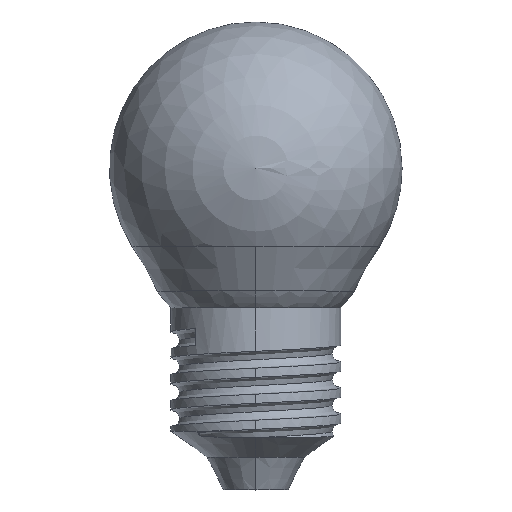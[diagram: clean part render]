
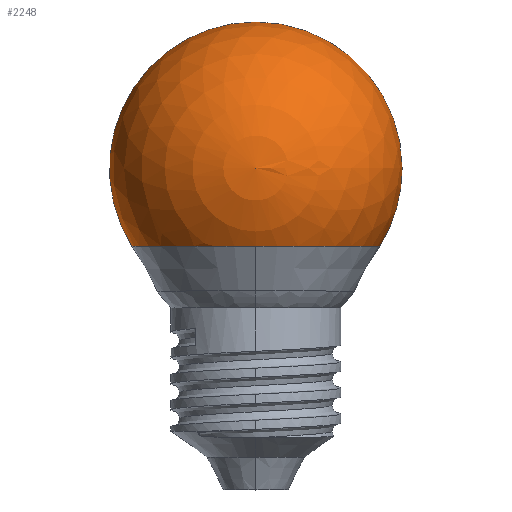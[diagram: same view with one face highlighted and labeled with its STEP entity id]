
A CAD part, top view. The second image highlights one B-rep face of the part: STEP entity #2248.
In plain terms, the highlighted spherical face has radius 22.5 mm.
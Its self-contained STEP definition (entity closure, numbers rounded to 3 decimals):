
#28 = CARTESIAN_POINT ( 'NONE',  ( 0., 37.477, 0. ) ) ;
#61 = CARTESIAN_POINT ( 'NONE',  ( -19.044, 37.477, 0. ) ) ;
#132 = CIRCLE ( 'NONE', #1684, 22.5 ) ;
#213 = CARTESIAN_POINT ( 'NONE',  ( 0., 71.96, 0. ) ) ;
#224 = DIRECTION ( 'NONE',  ( 0., 0., -1. ) ) ;
#232 = DIRECTION ( 'NONE',  ( 0., 0., -1. ) ) ;
#238 = CIRCLE ( 'NONE', #1874, 19.044 ) ;
#437 = CARTESIAN_POINT ( 'NONE',  ( 0., 49.46, 0. ) ) ;
#606 = AXIS2_PLACEMENT_3D ( 'NONE', #1392, #232, #1576 ) ;
#635 = CARTESIAN_POINT ( 'NONE',  ( 19.044, 37.477, 0. ) ) ;
#638 = VERTEX_POINT ( 'NONE', #61 ) ;
#727 = CARTESIAN_POINT ( 'NONE',  ( 0., 49.46, 0. ) ) ;
#765 = VERTEX_POINT ( 'NONE', #798 ) ;
#798 = CARTESIAN_POINT ( 'NONE',  ( 0., 37.477, 19.044 ) ) ;
#912 = DIRECTION ( 'NONE',  ( 1., 0., 0. ) ) ;
#1083 = DIRECTION ( 'NONE',  ( 0., 0., -1. ) ) ;
#1205 = DIRECTION ( 'NONE',  ( 0., 0., 1. ) ) ;
#1245 = DIRECTION ( 'NONE',  ( 0., -1., 0. ) ) ;
#1259 = CARTESIAN_POINT ( 'NONE',  ( 0., 37.477, 0. ) ) ;
#1275 = AXIS2_PLACEMENT_3D ( 'NONE', #28, #1386, #224 ) ;
#1378 = EDGE_CURVE ( 'NONE', #2310, #765, #238, .T. ) ;
#1386 = DIRECTION ( 'NONE',  ( 0., -1., 0. ) ) ;
#1392 = CARTESIAN_POINT ( 'NONE',  ( 0., 49.46, 0. ) ) ;
#1554 = EDGE_LOOP ( 'NONE', ( #1810, #1813, #1814, #2344 ) ) ;
#1574 = EDGE_CURVE ( 'NONE', #2174, #638, #132, .T. ) ;
#1576 = DIRECTION ( 'NONE',  ( -1., 0., 0. ) ) ;
#1684 = AXIS2_PLACEMENT_3D ( 'NONE', #727, #2010, #912 ) ;
#1747 = DIRECTION ( 'NONE',  ( 1., 0., 0. ) ) ;
#1810 = ORIENTED_EDGE ( 'NONE', *, *, #2233, .F. ) ;
#1813 = ORIENTED_EDGE ( 'NONE', *, *, #1574, .T. ) ;
#1814 = ORIENTED_EDGE ( 'NONE', *, *, #2143, .F. ) ;
#1874 = AXIS2_PLACEMENT_3D ( 'NONE', #1259, #1245, #1083 ) ;
#2010 = DIRECTION ( 'NONE',  ( 0., 0., 1. ) ) ;
#2090 = CIRCLE ( 'NONE', #606, 22.5 ) ;
#2143 = EDGE_CURVE ( 'NONE', #765, #638, #2346, .T. ) ;
#2174 = VERTEX_POINT ( 'NONE', #213 ) ;
#2206 = AXIS2_PLACEMENT_3D ( 'NONE', #437, #1205, #1747 ) ;
#2233 = EDGE_CURVE ( 'NONE', #2174, #2310, #2090, .T. ) ;
#2248 = ADVANCED_FACE ( 'NONE', ( #2411 ), #2376, .T. ) ;
#2310 = VERTEX_POINT ( 'NONE', #635 ) ;
#2344 = ORIENTED_EDGE ( 'NONE', *, *, #1378, .F. ) ;
#2346 = CIRCLE ( 'NONE', #1275, 19.044 ) ;
#2376 = SPHERICAL_SURFACE ( 'NONE', #2206, 22.5 ) ;
#2411 = FACE_OUTER_BOUND ( 'NONE', #1554, .T. ) ;
